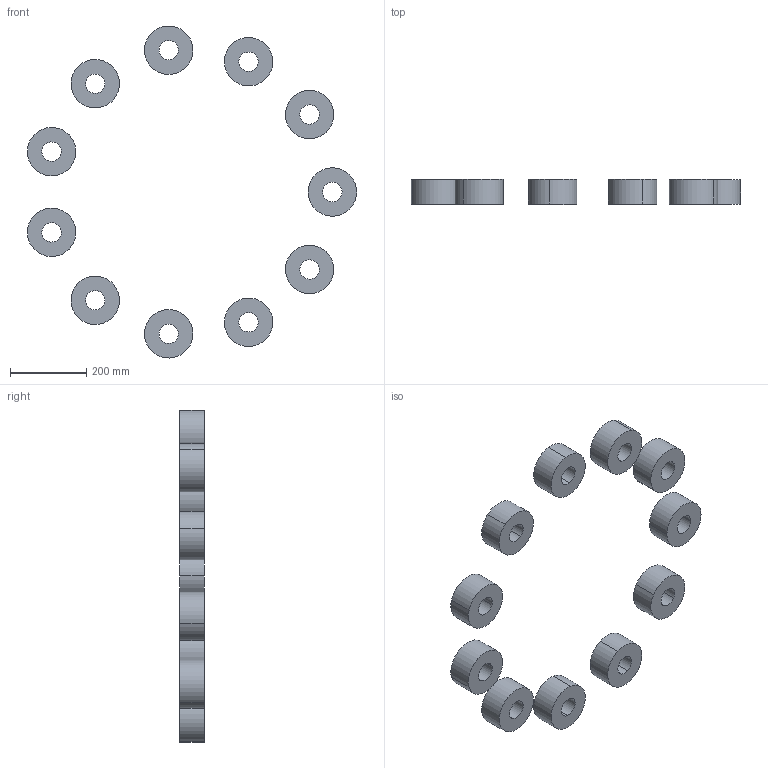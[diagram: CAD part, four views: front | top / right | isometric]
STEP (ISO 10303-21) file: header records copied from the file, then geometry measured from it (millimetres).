
FILE_DESCRIPTION((''),'2;1');
FILE_NAME('BEARINGS11_R16P5_MIN','2025-10-05T11:47:27',('ricca'),(''),'CREO PARAMETRIC BY PTC INC, 2022073','CREO PARAMETRIC BY PTC INC, 2022073','');
FILE_SCHEMA(('CONFIG_CONTROL_DESIGN'));
Length unit declared in the file: inch
Products named in the file (1): BEARINGS11_R16P5_MIN
Bounding box: 863.48 x 64.77 x 871.12 mm (x, y, z)
Volume: 7581291.4 mm3; surface area: 632066.9 mm2
Topology: 11 solids, 11 shells, 66 faces, 132 edges, 88 vertices
Faces by surface type: cylinder 44, plane 22
Entity records: 1828 total; most frequent: DIRECTION 352, CARTESIAN_POINT 286, ORIENTED_EDGE 264, AXIS2_PLACEMENT_3D 154, EDGE_CURVE 132, VERTEX_POINT 88, EDGE_LOOP 88, CIRCLE 88
